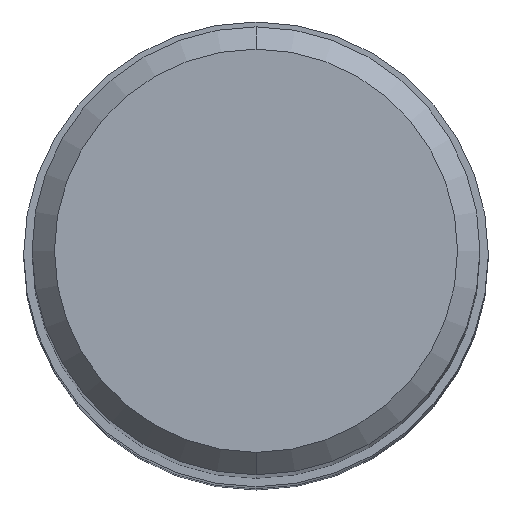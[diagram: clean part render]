
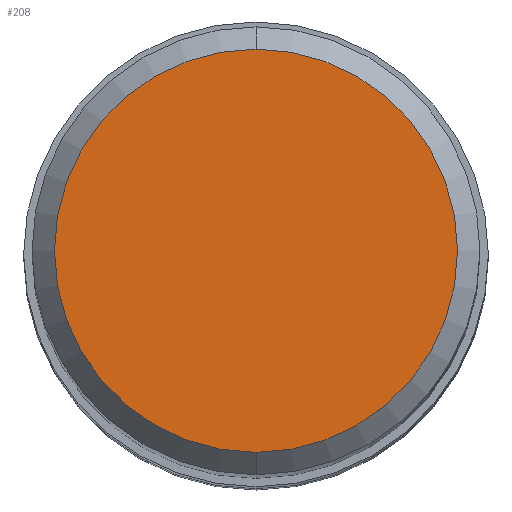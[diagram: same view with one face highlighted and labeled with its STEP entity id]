
A CAD part, top view. The second image highlights one B-rep face of the part: STEP entity #208.
In plain terms, the highlighted planar face has unit normal (0, 0, 1).
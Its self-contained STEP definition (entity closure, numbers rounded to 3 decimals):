
#178=VERTEX_POINT('',#480);
#208=ADVANCED_FACE('',(#514),#515,.T.);
#210=VERTEX_POINT('',#517);
#422=EDGE_CURVE('',#210,#178,#749,.T.);
#440=EDGE_CURVE('',#178,#210,#769,.T.);
#480=CARTESIAN_POINT('',(0.0,5.4,0.0));
#514=FACE_OUTER_BOUND('',#902,.T.);
#515=PLANE('',#903);
#517=CARTESIAN_POINT('',(0.,-5.4,0.0));
#749=CIRCLE('',#1403,5.4);
#769=CIRCLE('',#1438,5.4);
#902=EDGE_LOOP('',(#1544,#1545));
#903=AXIS2_PLACEMENT_3D('',#1546,#1547,#1548);
#1403=AXIS2_PLACEMENT_3D('',#1786,#1787,#1788);
#1438=AXIS2_PLACEMENT_3D('',#1812,#1813,#1814);
#1544=ORIENTED_EDGE('',*,*,#440,.F.);
#1545=ORIENTED_EDGE('',*,*,#422,.F.);
#1546=CARTESIAN_POINT('',(0.0,2.7,0.0));
#1547=DIRECTION('',(-0.0,0.0,1.0));
#1548=DIRECTION('',(0.0,-1.0,0.0));
#1786=CARTESIAN_POINT('',(0.0,0.0,0.0));
#1787=DIRECTION('',(0.0,0.0,-1.0));
#1788=DIRECTION('',(0.0,1.0,0.0));
#1812=CARTESIAN_POINT('',(0.0,0.0,0.0));
#1813=DIRECTION('',(0.0,0.0,-1.0));
#1814=DIRECTION('',(0.0,1.0,0.0));
